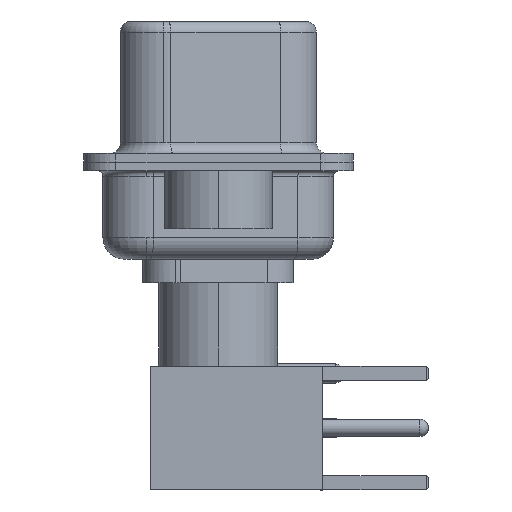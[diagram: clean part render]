
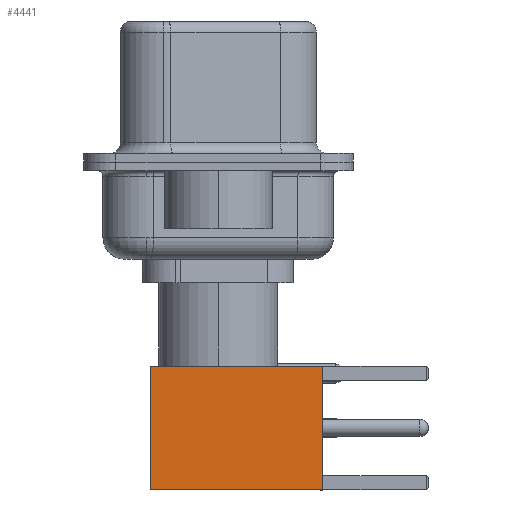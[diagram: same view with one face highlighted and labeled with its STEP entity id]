
A CAD part, left-side view. The second image highlights one B-rep face of the part: STEP entity #4441.
In plain terms, the highlighted face is planar.
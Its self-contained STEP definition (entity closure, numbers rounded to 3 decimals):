
#390 = CARTESIAN_POINT ( 'NONE',  ( 2.875, 2.875, 0. ) ) ;
#1082 = PLANE ( 'NONE',  #6340 ) ;
#1238 = DIRECTION ( 'NONE',  ( 0., 1., 0. ) ) ;
#1389 = CARTESIAN_POINT ( 'NONE',  ( 2.875, 2.875, 0. ) ) ;
#1657 = EDGE_LOOP ( 'NONE', ( #10627, #31663, #4673, #9452 ) ) ;
#2441 = CARTESIAN_POINT ( 'NONE',  ( 2.875, 2.875, 8. ) ) ;
#3015 = DIRECTION ( 'NONE',  ( 0., 0., -1. ) ) ;
#4427 = DIRECTION ( 'NONE',  ( -1., 0., 0. ) ) ;
#4441 = ADVANCED_FACE ( 'NONE', ( #16045 ), #1082, .T. ) ;
#4673 = ORIENTED_EDGE ( 'NONE', *, *, #14740, .F. ) ;
#5408 = VERTEX_POINT ( 'NONE', #19950 ) ;
#6340 = AXIS2_PLACEMENT_3D ( 'NONE', #1389, #1238, #31553 ) ;
#7280 = CARTESIAN_POINT ( 'NONE',  ( 0., 2.875, 0. ) ) ;
#9452 = ORIENTED_EDGE ( 'NONE', *, *, #26203, .F. ) ;
#10404 = CARTESIAN_POINT ( 'NONE',  ( 2.875, 2.875, 0. ) ) ;
#10627 = ORIENTED_EDGE ( 'NONE', *, *, #29703, .T. ) ;
#11305 = CARTESIAN_POINT ( 'NONE',  ( -2.875, 2.875, 0. ) ) ;
#11311 = CARTESIAN_POINT ( 'NONE',  ( 0., 2.875, 8. ) ) ;
#13203 = EDGE_CURVE ( 'NONE', #21511, #5408, #14515, .T. ) ;
#14515 = LINE ( 'NONE', #7280, #25608 ) ;
#14740 = EDGE_CURVE ( 'NONE', #31689, #5408, #31425, .T. ) ;
#16045 = FACE_OUTER_BOUND ( 'NONE', #1657, .T. ) ;
#18247 = VECTOR ( 'NONE', #29137, 1000. ) ;
#19950 = CARTESIAN_POINT ( 'NONE',  ( -2.875, 2.875, 0. ) ) ;
#20323 = VECTOR ( 'NONE', #4427, 1000. ) ;
#21511 = VERTEX_POINT ( 'NONE', #10404 ) ;
#22376 = CARTESIAN_POINT ( 'NONE',  ( -2.875, 2.875, 8. ) ) ;
#24915 = DIRECTION ( 'NONE',  ( -1., 0., 0. ) ) ;
#25608 = VECTOR ( 'NONE', #24915, 1000. ) ;
#26203 = EDGE_CURVE ( 'NONE', #26377, #31689, #31930, .T. ) ;
#26377 = VERTEX_POINT ( 'NONE', #2441 ) ;
#28073 = LINE ( 'NONE', #390, #32209 ) ;
#29137 = DIRECTION ( 'NONE',  ( 0., 0., -1. ) ) ;
#29703 = EDGE_CURVE ( 'NONE', #26377, #21511, #28073, .T. ) ;
#31425 = LINE ( 'NONE', #11305, #18247 ) ;
#31553 = DIRECTION ( 'NONE',  ( 0., 0., 1. ) ) ;
#31663 = ORIENTED_EDGE ( 'NONE', *, *, #13203, .T. ) ;
#31689 = VERTEX_POINT ( 'NONE', #22376 ) ;
#31930 = LINE ( 'NONE', #11311, #20323 ) ;
#32209 = VECTOR ( 'NONE', #3015, 1000. ) ;
